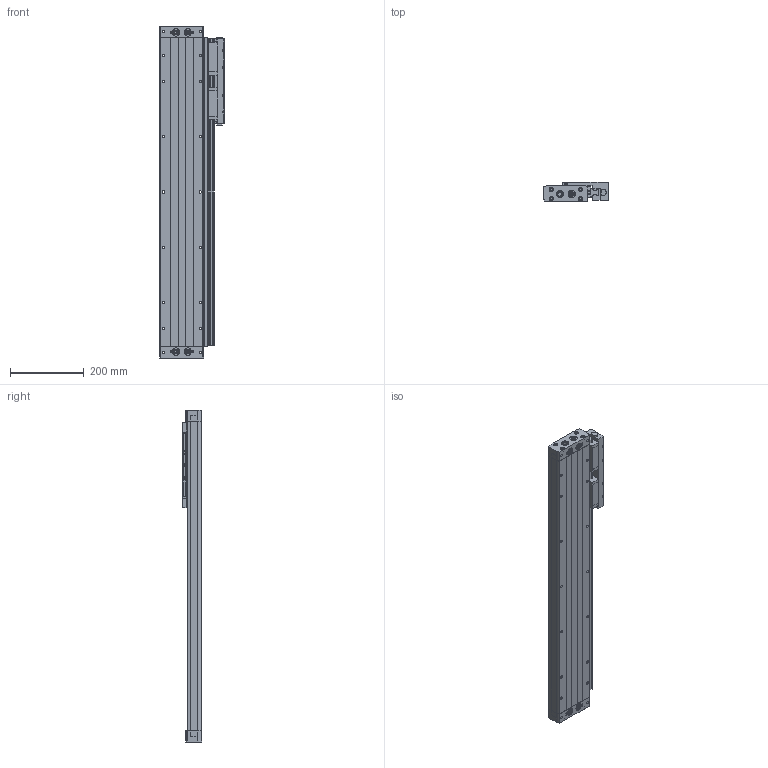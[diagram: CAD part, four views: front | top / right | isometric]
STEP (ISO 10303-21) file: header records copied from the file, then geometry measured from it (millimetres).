
FILE_DESCRIPTION(/* description */ ('STEP AP214'),/* implementation_level */ '2;1');
FILE_NAME(/* name */ '5074764_DLGF-KF-40-600-PPSA',/* time_stamp */ '2024-08-20T14:51:40+02:00',/* author */ ('License CC BY-ND 4.0'),/* organization */ ('CADENAS'),/* preprocessor_version */ 'ST-DEVELOPER v19.3',/* originating_system */ 'PARTsolutions',/* authorisation */ ' ');
FILE_SCHEMA (('AUTOMOTIVE_DESIGN {1 0 10303 214 3 1 1}'));
Length unit declared in the file: millimetre
Products named in the file (6): 5074764 DLGF-KF-40-600-PPSA---(0); 8063802 DLGF-40-KF-600---(G); 4069523 DLGF-40; 8072431 DLGF-40; 8070292 DLGF-32/40; 116516 G1/4
Assembly tree (13 placements, depth 2):
  5074764 DLGF-KF-40-600-PPSA---(0)
    8063802 DLGF-40-KF-600---(G)
    4069523 DLGF-40
    8072431 DLGF-40
    8070292 DLGF-32/40  x4
    116516 G1/4  x6
Bounding box: 175 x 52 x 900 mm (x, y, z)
Volume: 4985847.1 mm3; surface area: 602839.9 mm2
Topology: 13 solids, 13 shells, 1276 faces, 3117 edges, 1992 vertices
Faces by surface type: plane 672, cylinder 384, cone 140, torus 80
Full cylindrical faces by diameter (mm): 2.459 x1, 3 x1, 3.242 x13, 4 x1, 4.134 x4, 4.2 x2, 4.917 x10, 5 x15, 5.5 x1, 6 x2, 6.6 x4, 6.8 x18, 7 x1, 8 x1, 8.4 x1, 8.5 x8, 10 x12, 11 x26, 11.445 x8, 12 x2, 13.157 x18, 15 x8, 20 x8
Entity records: 32501 total; most frequent: DIRECTION 5654, CARTESIAN_POINT 5579, ORIENTED_EDGE 4930, EDGE_CURVE 2465, AXIS2_PLACEMENT_3D 2072, VERTEX_POINT 1796, FACE_BOUND 1695, EDGE_LOOP 1674
